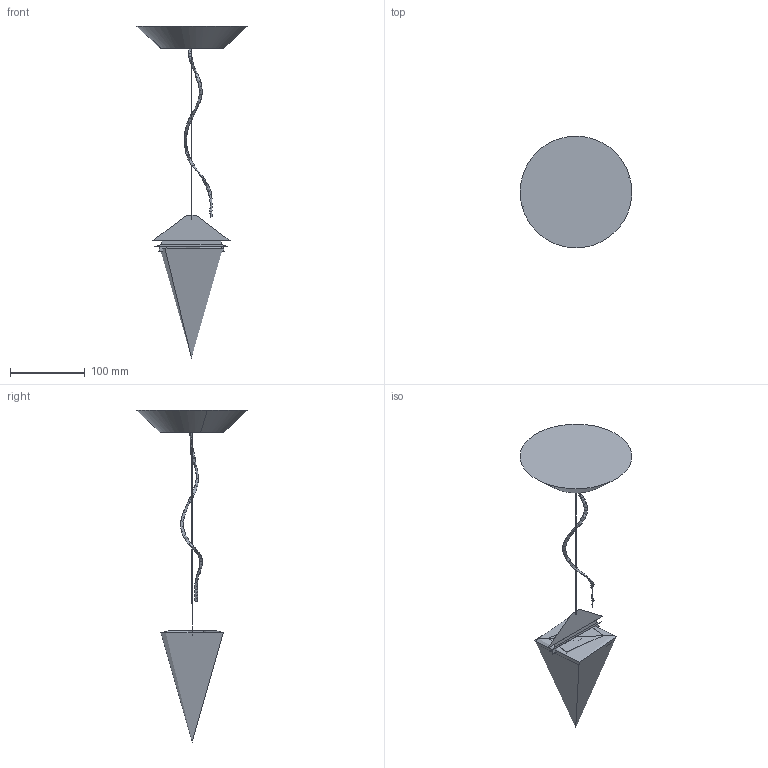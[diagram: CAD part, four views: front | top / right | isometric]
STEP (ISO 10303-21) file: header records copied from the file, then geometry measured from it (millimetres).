
FILE_DESCRIPTION(/* description */ (''),/* implementation_level */ '2;1');
FILE_NAME(/* name */ 'empatia 160 sospensione',/* time_stamp */ '2015-03-02T14:09:03+01:00',/* author */ (''),/* organization */ (''),/* preprocessor_version */ 'ST-DEVELOPER v10',/* originating_system */ '',/* authorisation */ '');
FILE_SCHEMA (('CONFIG_CONTROL_DESIGN'));
Length unit declared in the file: millimetre
Products named in the file (1): 1
Bounding box: 149.83 x 149.76 x 445.68 mm (x, y, z)
Volume: 807188.4 mm3; surface area: 235638.8 mm2
Topology: 4 solids, 10 shells, 136 faces, 435 edges, 308 vertices
Faces by surface type: bspline 124, plane 12
Entity records: 6713 total; most frequent: CARTESIAN_POINT 4594, ORIENTED_EDGE 789, EDGE_CURVE 404, VERTEX_POINT 276, EDGE_LOOP 138, ADVANCED_FACE 136, FACE_OUTER_BOUND 136, B_SPLINE_CURVE_WITH_KNOTS 38
